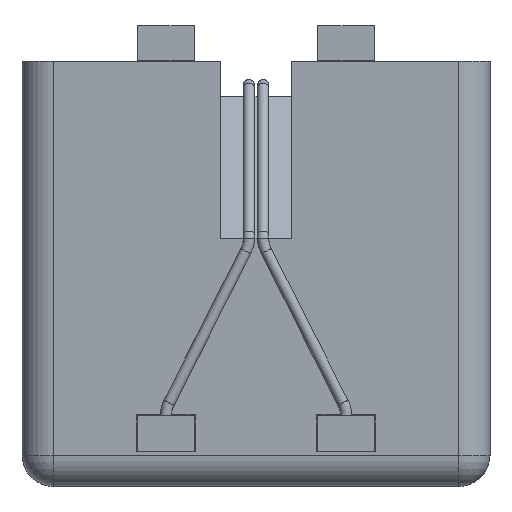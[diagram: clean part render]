
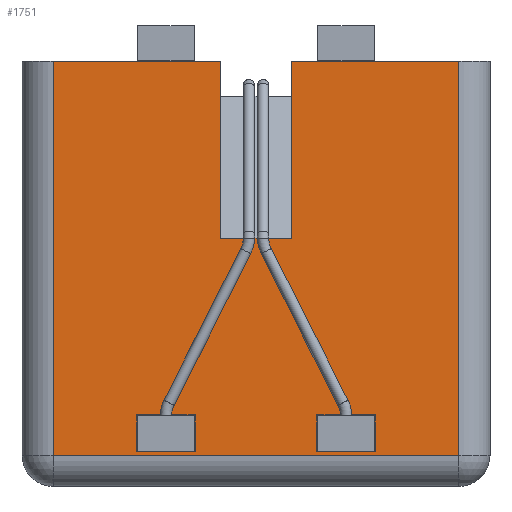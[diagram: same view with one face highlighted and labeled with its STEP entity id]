
A CAD part, front view. The second image highlights one B-rep face of the part: STEP entity #1751.
In plain terms, the highlighted planar face has unit normal (0, -1, 0).
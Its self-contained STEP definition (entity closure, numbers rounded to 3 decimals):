
#1751 = ADVANCED_FACE( '', ( #3963, #3964, #3965 ), #3966, .F. );
#3963 = FACE_BOUND( '', #19948, .T. );
#3964 = FACE_BOUND( '', #19949, .T. );
#3965 = FACE_OUTER_BOUND( '', #19950, .T. );
#3966 = PLANE( '', #19951 );
#19948 = EDGE_LOOP( '', ( #37002, #37003, #37004, #37005 ) );
#19949 = EDGE_LOOP( '', ( #37006, #37007, #37008, #37009 ) );
#19950 = EDGE_LOOP( '', ( #37010, #37011, #37012, #37013, #37014, #37015, #37016, #37017 ) );
#19951 = AXIS2_PLACEMENT_3D( '', #37018, #37019, #37020 );
#37002 = ORIENTED_EDGE( '', *, *, #42857, .F. );
#37003 = ORIENTED_EDGE( '', *, *, #42858, .F. );
#37004 = ORIENTED_EDGE( '', *, *, #42131, .F. );
#37005 = ORIENTED_EDGE( '', *, *, #42859, .F. );
#37006 = ORIENTED_EDGE( '', *, *, #42452, .F. );
#37007 = ORIENTED_EDGE( '', *, *, #40889, .F. );
#37008 = ORIENTED_EDGE( '', *, *, #42860, .F. );
#37009 = ORIENTED_EDGE( '', *, *, #41793, .F. );
#37010 = ORIENTED_EDGE( '', *, *, #42827, .F. );
#37011 = ORIENTED_EDGE( '', *, *, #41927, .T. );
#37012 = ORIENTED_EDGE( '', *, *, #42851, .T. );
#37013 = ORIENTED_EDGE( '', *, *, #41410, .F. );
#37014 = ORIENTED_EDGE( '', *, *, #42861, .T. );
#37015 = ORIENTED_EDGE( '', *, *, #42862, .T. );
#37016 = ORIENTED_EDGE( '', *, *, #41163, .T. );
#37017 = ORIENTED_EDGE( '', *, *, #42863, .F. );
#37018 = CARTESIAN_POINT( '', ( -1.65, -2.5, 1.5 ) );
#37019 = DIRECTION( '', ( 0., 1., 0. ) );
#37020 = DIRECTION( '', ( 0., 0., 1. ) );
#40889 = EDGE_CURVE( '', #44275, #44271, #44277, .F. );
#41163 = EDGE_CURVE( '', #44768, #44765, #44769, .F. );
#41410 = EDGE_CURVE( '', #45193, #45195, #45196, .T. );
#41793 = EDGE_CURVE( '', #45814, #45812, #45816, .F. );
#41927 = EDGE_CURVE( '', #46024, #46022, #46025, .T. );
#42131 = EDGE_CURVE( '', #46342, #46344, #46345, .F. );
#42452 = EDGE_CURVE( '', #44271, #45814, #46817, .F. );
#42827 = EDGE_CURVE( '', #46024, #47337, #47338, .T. );
#42851 = EDGE_CURVE( '', #46022, #45195, #47367, .T. );
#42857 = EDGE_CURVE( '', #47373, #47374, #47375, .F. );
#42858 = EDGE_CURVE( '', #46344, #47373, #47376, .F. );
#42859 = EDGE_CURVE( '', #47374, #46342, #47377, .F. );
#42860 = EDGE_CURVE( '', #45812, #44275, #47378, .F. );
#42861 = EDGE_CURVE( '', #45193, #46741, #47379, .T. );
#42862 = EDGE_CURVE( '', #46741, #44768, #47380, .T. );
#42863 = EDGE_CURVE( '', #47337, #44765, #47381, .T. );
#44271 = VERTEX_POINT( '', #49310 );
#44275 = VERTEX_POINT( '', #49316 );
#44277 = LINE( '', #49319, #49320 );
#44765 = VERTEX_POINT( '', #50415 );
#44768 = VERTEX_POINT( '', #50418 );
#44769 = LINE( '', #50419, #50420 );
#45193 = VERTEX_POINT( '', #51339 );
#45195 = VERTEX_POINT( '', #51341 );
#45196 = LINE( '', #51342, #51343 );
#45812 = VERTEX_POINT( '', #52751 );
#45814 = VERTEX_POINT( '', #52754 );
#45816 = LINE( '', #52757, #52758 );
#46022 = VERTEX_POINT( '', #53195 );
#46024 = VERTEX_POINT( '', #53198 );
#46025 = LINE( '', #53199, #53200 );
#46342 = VERTEX_POINT( '', #53961 );
#46344 = VERTEX_POINT( '', #53964 );
#46345 = LINE( '', #53965, #53966 );
#46741 = VERTEX_POINT( '', #54918 );
#46817 = LINE( '', #55105, #55106 );
#47337 = VERTEX_POINT( '', #56341 );
#47338 = LINE( '', #56342, #56343 );
#47367 = LINE( '', #56398, #56399 );
#47373 = VERTEX_POINT( '', #56409 );
#47374 = VERTEX_POINT( '', #56410 );
#47375 = LINE( '', #56411, #56412 );
#47376 = LINE( '', #56413, #56414 );
#47377 = LINE( '', #56415, #56416 );
#47378 = LINE( '', #56417, #56418 );
#47379 = LINE( '', #56419, #56420 );
#47380 = LINE( '', #56421, #56422 );
#47381 = LINE( '', #56423, #56424 );
#49310 = CARTESIAN_POINT( '', ( 0.84, -2.5, -1.255 ) );
#49316 = CARTESIAN_POINT( '', ( 0.43, -2.5, -1.255 ) );
#49319 = CARTESIAN_POINT( '', ( 0.84, -2.5, -1.255 ) );
#49320 = VECTOR( '', #59444, 1000. );
#50415 = CARTESIAN_POINT( '', ( 1.43, -2.5, 1.5 ) );
#50418 = CARTESIAN_POINT( '', ( 1.43, -2.5, -1.28 ) );
#50419 = CARTESIAN_POINT( '', ( 1.43, -2.5, 1.5 ) );
#50420 = VECTOR( '', #59755, 1000. );
#51339 = CARTESIAN_POINT( '', ( -1.43, -2.5, 1.5 ) );
#51341 = CARTESIAN_POINT( '', ( -0.25, -2.5, 1.5 ) );
#51342 = CARTESIAN_POINT( '', ( -1.65, -2.5, 1.5 ) );
#51343 = VECTOR( '', #60054, 1000. );
#52751 = CARTESIAN_POINT( '', ( 0.43, -2.5, -0.995 ) );
#52754 = CARTESIAN_POINT( '', ( 0.84, -2.5, -0.995 ) );
#52757 = CARTESIAN_POINT( '', ( 0.43, -2.5, -0.995 ) );
#52758 = VECTOR( '', #60467, 1000. );
#53195 = CARTESIAN_POINT( '', ( -0.25, -2.5, 0.25 ) );
#53198 = CARTESIAN_POINT( '', ( 0.25, -2.5, 0.25 ) );
#53199 = CARTESIAN_POINT( '', ( 0.25, -2.5, 0.25 ) );
#53200 = VECTOR( '', #60620, 1000. );
#53961 = CARTESIAN_POINT( '', ( -0.43, -2.5, -1.255 ) );
#53964 = CARTESIAN_POINT( '', ( -0.43, -2.5, -0.995 ) );
#53965 = CARTESIAN_POINT( '', ( -0.43, -2.5, -0.995 ) );
#53966 = VECTOR( '', #60829, 1000. );
#54918 = CARTESIAN_POINT( '', ( -1.43, -2.5, -1.28 ) );
#55105 = CARTESIAN_POINT( '', ( 0.84, -2.5, -0.995 ) );
#55106 = VECTOR( '', #61178, 1000. );
#56341 = CARTESIAN_POINT( '', ( 0.25, -2.5, 1.5 ) );
#56342 = CARTESIAN_POINT( '', ( 0.25, -2.5, 0.25 ) );
#56343 = VECTOR( '', #61549, 1000. );
#56398 = CARTESIAN_POINT( '', ( -0.25, -2.5, 0.25 ) );
#56399 = VECTOR( '', #61569, 1000. );
#56409 = CARTESIAN_POINT( '', ( -0.84, -2.5, -0.995 ) );
#56410 = CARTESIAN_POINT( '', ( -0.84, -2.5, -1.255 ) );
#56411 = CARTESIAN_POINT( '', ( -0.84, -2.5, -1.255 ) );
#56412 = VECTOR( '', #61574, 1000. );
#56413 = CARTESIAN_POINT( '', ( -0.84, -2.5, -0.995 ) );
#56414 = VECTOR( '', #61575, 1000. );
#56415 = CARTESIAN_POINT( '', ( -0.43, -2.5, -1.255 ) );
#56416 = VECTOR( '', #61576, 1000. );
#56417 = CARTESIAN_POINT( '', ( 0.43, -2.5, -1.255 ) );
#56418 = VECTOR( '', #61577, 1000. );
#56419 = CARTESIAN_POINT( '', ( -1.43, -2.5, 1.5 ) );
#56420 = VECTOR( '', #61578, 1000. );
#56421 = CARTESIAN_POINT( '', ( -1.65, -2.5, -1.28 ) );
#56422 = VECTOR( '', #61579, 1000. );
#56423 = CARTESIAN_POINT( '', ( -1.65, -2.5, 1.5 ) );
#56424 = VECTOR( '', #61580, 1000. );
#59444 = DIRECTION( '', ( -1., 0., 0. ) );
#59755 = DIRECTION( '', ( 0., 0., -1. ) );
#60054 = DIRECTION( '', ( 1., 0., 0. ) );
#60467 = DIRECTION( '', ( 1., 0., 0. ) );
#60620 = DIRECTION( '', ( -1., 0., 0. ) );
#60829 = DIRECTION( '', ( 0., 0., -1. ) );
#61178 = DIRECTION( '', ( 0., 0., -1. ) );
#61549 = DIRECTION( '', ( 0., 0., 1. ) );
#61569 = DIRECTION( '', ( 0., 0., 1. ) );
#61574 = DIRECTION( '', ( 0., 0., 1. ) );
#61575 = DIRECTION( '', ( 1., 0., 0. ) );
#61576 = DIRECTION( '', ( -1., 0., 0. ) );
#61577 = DIRECTION( '', ( 0., 0., 1. ) );
#61578 = DIRECTION( '', ( 0., 0., -1. ) );
#61579 = DIRECTION( '', ( 1., 0., 0. ) );
#61580 = DIRECTION( '', ( 1., 0., 0. ) );
